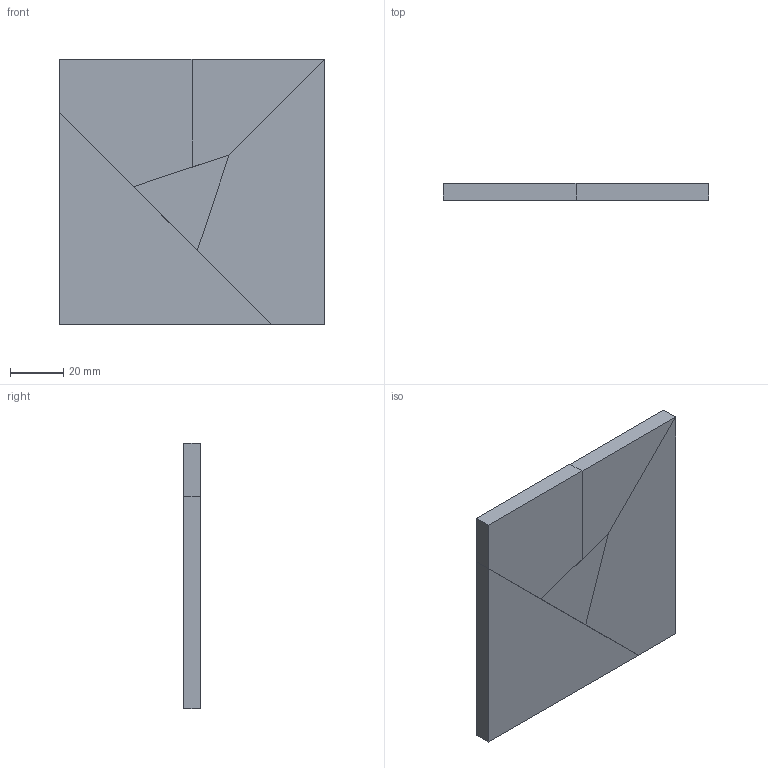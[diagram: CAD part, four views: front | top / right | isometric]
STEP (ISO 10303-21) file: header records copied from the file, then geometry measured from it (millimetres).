
FILE_DESCRIPTION (( 'STEP AP214' ), '1' );
FILE_NAME ('puzzle_1d.STEP', '2016-02-08T11:49:05', ( '' ), ( '' ), 'SwSTEP 2.0', 'SolidWorks 2015', '' );
FILE_SCHEMA (( 'AUTOMOTIVE_DESIGN' ));
Length unit declared in the file: millimetre
Products named in the file (11): puzzle_1d; B; C; A; D; E; ADE; assy_1; assy_2
Assembly tree (18 placements, depth 3):
  puzzle_1d
    B
    C
    ADE
      A
      D
      E
  assy_2
    assy_1
      A
      B
      C
      D
    E
  assy_2
    assy_1
      A
      B
      C
      D
    E
Bounding box: 100 x 6.4 x 100 mm (x, y, z)
Surface area: 78455.4 mm2
Topology: 15 solids, 15 shells, 90 faces, 180 edges, 120 vertices
Faces by surface type: plane 90
Entity records: 1196 total; most frequent: DIRECTION 172, CARTESIAN_POINT 156, ORIENTED_EDGE 120, LINE 60, VECTOR 60, EDGE_CURVE 60, AXIS2_PLACEMENT_3D 56, VERTEX_POINT 40
